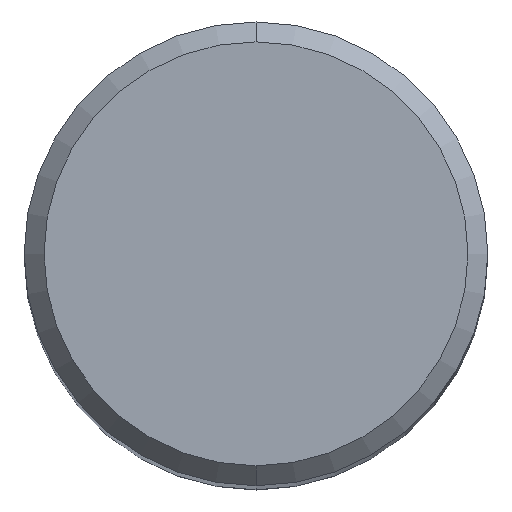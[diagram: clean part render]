
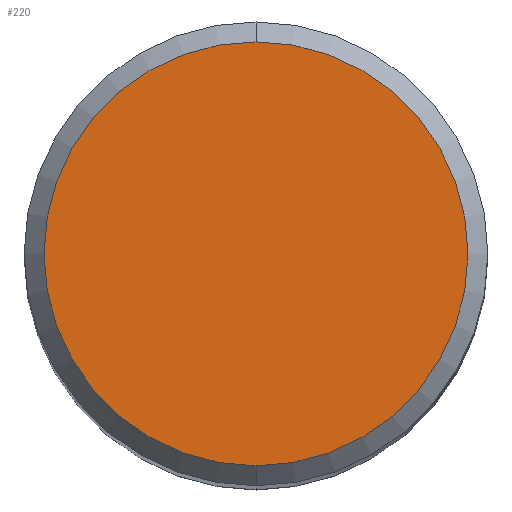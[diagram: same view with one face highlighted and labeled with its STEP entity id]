
A CAD part, top view. The second image highlights one B-rep face of the part: STEP entity #220.
In plain terms, the highlighted planar face has unit normal (0, 0, 1).
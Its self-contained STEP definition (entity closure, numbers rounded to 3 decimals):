
#214=VERTEX_POINT('',#519);
#220=ADVANCED_FACE('',(#525),#526,.T.);
#234=EDGE_CURVE('',#370,#214,#541,.T.);
#292=EDGE_CURVE('',#214,#370,#602,.T.);
#370=VERTEX_POINT('',#692);
#519=CARTESIAN_POINT('',(0.,-6.4,0.0));
#525=FACE_OUTER_BOUND('',#900,.T.);
#526=PLANE('',#901);
#541=CIRCLE('',#947,6.4);
#602=CIRCLE('',#1042,6.4);
#692=CARTESIAN_POINT('',(0.0,6.4,0.0));
#900=EDGE_LOOP('',(#1542,#1543));
#901=AXIS2_PLACEMENT_3D('',#1544,#1545,#1546);
#947=AXIS2_PLACEMENT_3D('',#1566,#1567,#1568);
#1042=AXIS2_PLACEMENT_3D('',#1612,#1613,#1614);
#1542=ORIENTED_EDGE('',*,*,#234,.F.);
#1543=ORIENTED_EDGE('',*,*,#292,.F.);
#1544=CARTESIAN_POINT('',(0.0,3.2,0.0));
#1545=DIRECTION('',(-0.0,0.0,1.0));
#1546=DIRECTION('',(0.0,-1.0,0.0));
#1566=CARTESIAN_POINT('',(0.0,0.0,0.0));
#1567=DIRECTION('',(0.0,0.0,-1.0));
#1568=DIRECTION('',(0.0,1.0,0.0));
#1612=CARTESIAN_POINT('',(0.0,0.0,0.0));
#1613=DIRECTION('',(0.0,0.0,-1.0));
#1614=DIRECTION('',(0.0,1.0,0.0));
